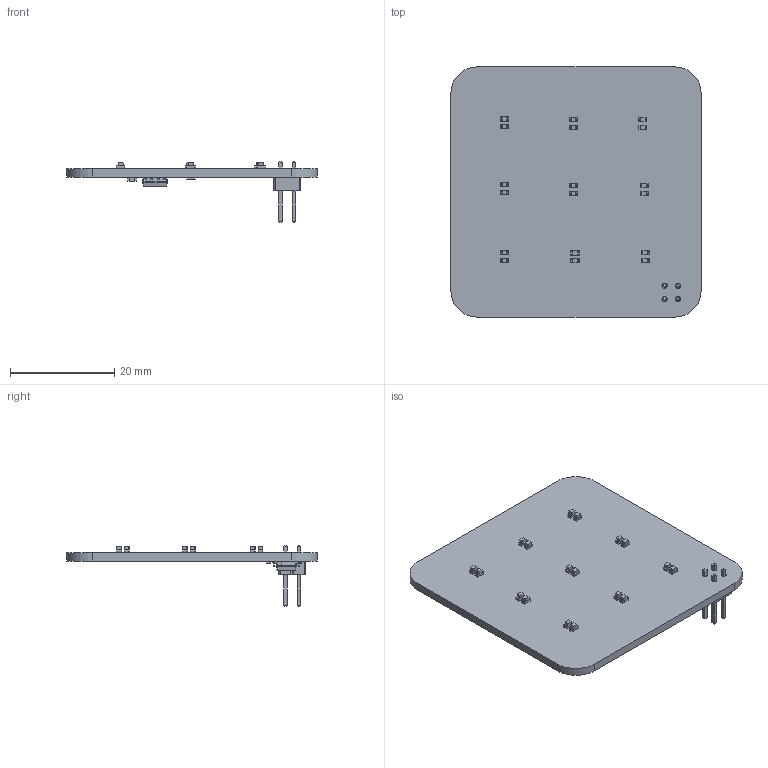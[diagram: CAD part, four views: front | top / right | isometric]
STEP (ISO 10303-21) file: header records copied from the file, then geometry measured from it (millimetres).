
FILE_DESCRIPTION(('KiCad electronic assembly'),'2;1');
FILE_NAME('WarGames_SAO.step','2019-02-23T17:54:08',('An Author'),( 'A Company'),'Open CASCADE STEP processor 6.9', 'KiCad to STEP converter','Unknown');
FILE_SCHEMA(('AUTOMOTIVE_DESIGN { 1 0 10303 214 1 1 1 1 }'));
Length unit declared in the file: millimetre
Products named in the file (12): Open CASCADE STEP translator 6.9 1; PinHeader_2x02_P2.54mm_Vertical; SOLID; C_0603_1608Metric; LED_0603_1608Metric; R_0603_1608Metric; SOIC-8_3.9x4.9mm_P1.27mm; COMPOUND
Assembly tree (32 placements, depth 3):
  Open CASCADE STEP translator 6.9 1
    PinHeader_2x02_P2.54mm_Vertical
      SOLID
    C_0603_1608Metric
      SOLID
    LED_0603_1608Metric  x18
      SOLID
    R_0603_1608Metric  x5
      SOLID
    SOIC-8_3.9x4.9mm_P1.27mm
      SOLID
    COMPOUND
Bounding box: 48 x 48 x 11.54 mm (x, y, z)
Volume: 3779.5 mm3; surface area: 5299.4 mm2
Topology: 27 solids, 27 shells, 1316 faces, 3447 edges, 2214 vertices
Faces by surface type: plane 1047, cylinder 237, bspline 32
Full cylindrical faces by diameter (mm): 0.6 x1, 1 x4
Entity records: 25641 total; most frequent: CARTESIAN_POINT 4455, DIRECTION 3449, LINE 2370, VECTOR 2370, ORIENTED_EDGE 1828, PCURVE 1828, DEFINITIONAL_REPRESENTATION 1828, EDGE_CURVE 914
